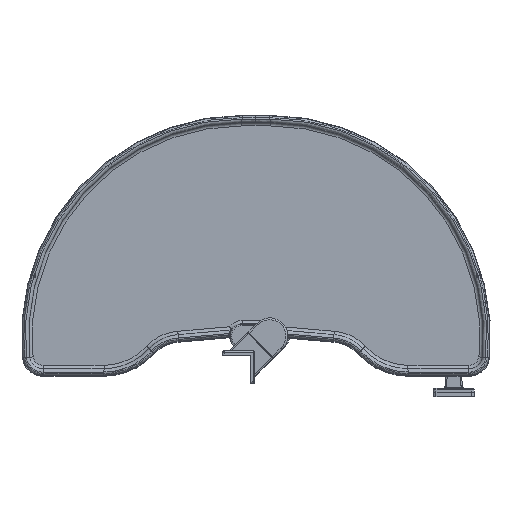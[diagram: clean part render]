
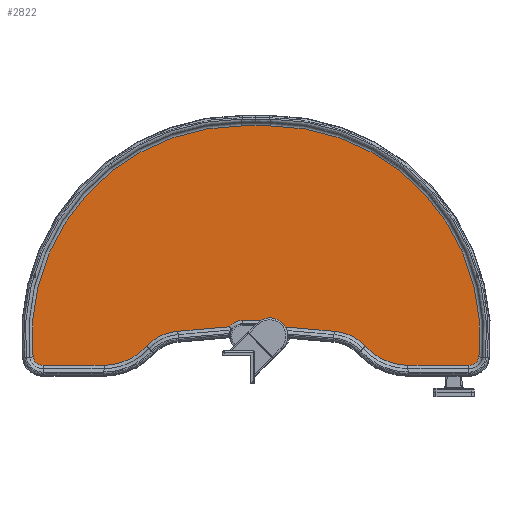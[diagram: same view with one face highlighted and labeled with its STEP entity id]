
A CAD part, top view. The second image highlights one B-rep face of the part: STEP entity #2822.
In plain terms, the highlighted planar face has unit normal (0, 0, 1).
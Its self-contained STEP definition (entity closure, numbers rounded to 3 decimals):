
#1626=PLANE('',#34127);
#2822=ADVANCED_FACE('',(#5045),#1626,.T.);
#5045=FACE_OUTER_BOUND('',#6733,.T.);
#6733=EDGE_LOOP('',(#12165,#12166,#12167,#12168,#12169,#12170,#12171,#12172,
#12173,#12174,#12175,#12176,#12177,#12178,#12179,#12180));
#8687=CIRCLE('',#34117,14.561);
#8688=CIRCLE('',#34118,307.541);
#8689=CIRCLE('',#34119,307.541);
#8690=CIRCLE('',#34120,14.561);
#8691=CIRCLE('',#34121,84.545);
#8692=CIRCLE('',#34122,69.966);
#8693=CIRCLE('',#34123,23.2);
#8694=CIRCLE('',#34124,23.2);
#8695=CIRCLE('',#34125,69.966);
#8696=CIRCLE('',#34126,84.545);
#12165=ORIENTED_EDGE('',*,*,#23858,.T.);
#12166=ORIENTED_EDGE('',*,*,#23859,.T.);
#12167=ORIENTED_EDGE('',*,*,#23860,.T.);
#12168=ORIENTED_EDGE('',*,*,#23861,.T.);
#12169=ORIENTED_EDGE('',*,*,#23862,.T.);
#12170=ORIENTED_EDGE('',*,*,#23863,.T.);
#12171=ORIENTED_EDGE('',*,*,#23864,.T.);
#12172=ORIENTED_EDGE('',*,*,#23865,.T.);
#12173=ORIENTED_EDGE('',*,*,#23866,.T.);
#12174=ORIENTED_EDGE('',*,*,#23867,.T.);
#12175=ORIENTED_EDGE('',*,*,#23868,.T.);
#12176=ORIENTED_EDGE('',*,*,#23869,.T.);
#12177=ORIENTED_EDGE('',*,*,#23870,.T.);
#12178=ORIENTED_EDGE('',*,*,#23871,.T.);
#12179=ORIENTED_EDGE('',*,*,#23872,.T.);
#12180=ORIENTED_EDGE('',*,*,#23873,.T.);
#20277=VERTEX_POINT('',#50337);
#20278=VERTEX_POINT('',#50338);
#20279=VERTEX_POINT('',#50340);
#20280=VERTEX_POINT('',#50342);
#20281=VERTEX_POINT('',#50344);
#20282=VERTEX_POINT('',#50346);
#20283=VERTEX_POINT('',#50348);
#20284=VERTEX_POINT('',#50350);
#20285=VERTEX_POINT('',#50352);
#20286=VERTEX_POINT('',#50354);
#20287=VERTEX_POINT('',#50356);
#20288=VERTEX_POINT('',#50358);
#20289=VERTEX_POINT('',#50360);
#20290=VERTEX_POINT('',#50362);
#20291=VERTEX_POINT('',#50364);
#20292=VERTEX_POINT('',#50366);
#23858=EDGE_CURVE('',#20277,#20278,#28083,.T.);
#23859=EDGE_CURVE('',#20278,#20279,#8687,.T.);
#23860=EDGE_CURVE('',#20279,#20280,#8688,.T.);
#23861=EDGE_CURVE('',#20280,#20281,#28084,.T.);
#23862=EDGE_CURVE('',#20281,#20282,#8689,.T.);
#23863=EDGE_CURVE('',#20282,#20283,#8690,.T.);
#23864=EDGE_CURVE('',#20283,#20284,#28085,.T.);
#23865=EDGE_CURVE('',#20284,#20285,#8691,.T.);
#23866=EDGE_CURVE('',#20285,#20286,#8692,.T.);
#23867=EDGE_CURVE('',#20286,#20287,#28086,.T.);
#23868=EDGE_CURVE('',#20287,#20288,#8693,.T.);
#23869=EDGE_CURVE('',#20288,#20289,#28087,.T.);
#23870=EDGE_CURVE('',#20289,#20290,#8694,.T.);
#23871=EDGE_CURVE('',#20290,#20291,#28088,.T.);
#23872=EDGE_CURVE('',#20291,#20292,#8695,.T.);
#23873=EDGE_CURVE('',#20292,#20277,#8696,.T.);
#28083=LINE('',#50336,#31058);
#28084=LINE('',#50343,#31059);
#28085=LINE('',#50349,#31060);
#28086=LINE('',#50355,#31061);
#28087=LINE('',#50359,#31062);
#28088=LINE('',#50363,#31063);
#31058=VECTOR('',#39187,1.);
#31059=VECTOR('',#39192,1.);
#31060=VECTOR('',#39197,1.);
#31061=VECTOR('',#39202,1.);
#31062=VECTOR('',#39205,1.);
#31063=VECTOR('',#39208,1.);
#34117=AXIS2_PLACEMENT_3D('',#50339,#39188,#39189);
#34118=AXIS2_PLACEMENT_3D('',#50341,#39190,#39191);
#34119=AXIS2_PLACEMENT_3D('',#50345,#39193,#39194);
#34120=AXIS2_PLACEMENT_3D('',#50347,#39195,#39196);
#34121=AXIS2_PLACEMENT_3D('',#50351,#39198,#39199);
#34122=AXIS2_PLACEMENT_3D('',#50353,#39200,#39201);
#34123=AXIS2_PLACEMENT_3D('',#50357,#39203,#39204);
#34124=AXIS2_PLACEMENT_3D('',#50361,#39206,#39207);
#34125=AXIS2_PLACEMENT_3D('',#50365,#39209,#39210);
#34126=AXIS2_PLACEMENT_3D('',#50367,#39211,#39212);
#34127=AXIS2_PLACEMENT_3D('',#50368,#39213,#39214);
#39187=DIRECTION('',(1.,0.,0.));
#39188=DIRECTION('',(0.,0.,1.));
#39189=DIRECTION('',(1.,0.,0.));
#39190=DIRECTION('',(0.,0.,1.));
#39191=DIRECTION('',(1.,0.,0.));
#39192=DIRECTION('',(-1.,0.,0.));
#39193=DIRECTION('',(0.,0.,1.));
#39194=DIRECTION('',(1.,0.,0.));
#39195=DIRECTION('',(0.,0.,1.));
#39196=DIRECTION('',(1.,0.,0.));
#39197=DIRECTION('',(1.,0.,0.));
#39198=DIRECTION('',(0.,0.,1.));
#39199=DIRECTION('',(1.,0.,0.));
#39200=DIRECTION('',(0.,0.,-1.));
#39201=DIRECTION('',(1.,0.,0.));
#39202=DIRECTION('',(0.996,0.087,0.));
#39203=DIRECTION('',(0.,0.,-1.));
#39204=DIRECTION('',(1.,0.,0.));
#39205=DIRECTION('',(1.,0.,0.));
#39206=DIRECTION('',(0.,0.,-1.));
#39207=DIRECTION('',(1.,0.,0.));
#39208=DIRECTION('',(0.996,-0.087,0.));
#39209=DIRECTION('',(0.,0.,-1.));
#39210=DIRECTION('',(1.,0.,0.));
#39211=DIRECTION('',(0.,0.,1.));
#39212=DIRECTION('',(1.,0.,0.));
#39213=DIRECTION('',(0.,0.,1.));
#39214=DIRECTION('',(1.,0.,0.));
#50336=CARTESIAN_POINT('',(577.789,-14.751,349.8));
#50337=CARTESIAN_POINT('',(229.9,-14.751,349.8));
#50338=CARTESIAN_POINT('',(318.659,-14.751,349.8));
#50339=CARTESIAN_POINT('',(319.448,-0.211,349.8));
#50340=CARTESIAN_POINT('',(333.847,-2.38,349.8));
#50341=CARTESIAN_POINT('',(27.789,27.789,349.8));
#50342=CARTESIAN_POINT('',(28.697,335.329,349.8));
#50343=CARTESIAN_POINT('',(577.789,335.329,349.8));
#50344=CARTESIAN_POINT('',(-13.118,335.329,349.8));
#50345=CARTESIAN_POINT('',(-12.211,27.789,349.8));
#50346=CARTESIAN_POINT('',(-318.269,-2.38,349.8));
#50347=CARTESIAN_POINT('',(-303.87,-0.211,349.8));
#50348=CARTESIAN_POINT('',(-303.08,-14.751,349.8));
#50349=CARTESIAN_POINT('',(-214.296,-14.751,349.8));
#50350=CARTESIAN_POINT('',(-214.321,-14.751,349.8));
#50351=CARTESIAN_POINT('',(-215.211,69.789,349.8));
#50352=CARTESIAN_POINT('',(-152.325,13.281,349.8));
#50353=CARTESIAN_POINT('',(-101.425,-34.724,349.8));
#50354=CARTESIAN_POINT('',(-106.576,35.052,349.8));
#50355=CARTESIAN_POINT('',(587.154,95.746,349.8));
#50356=CARTESIAN_POINT('',(-30.79,41.683,349.8));
#50357=CARTESIAN_POINT('',(-12.211,27.789,349.8));
#50358=CARTESIAN_POINT('',(-12.211,50.989,349.8));
#50359=CARTESIAN_POINT('',(27.789,50.989,349.8));
#50360=CARTESIAN_POINT('',(27.789,50.989,349.8));
#50361=CARTESIAN_POINT('',(27.789,27.789,349.8));
#50362=CARTESIAN_POINT('',(46.369,41.683,349.8));
#50363=CARTESIAN_POINT('',(559.765,-3.233,349.8));
#50364=CARTESIAN_POINT('',(122.155,35.052,349.8));
#50365=CARTESIAN_POINT('',(117.004,-34.724,349.8));
#50366=CARTESIAN_POINT('',(167.904,13.281,349.8));
#50367=CARTESIAN_POINT('',(230.789,69.789,349.8));
#50368=CARTESIAN_POINT('',(577.789,202.789,349.8));
